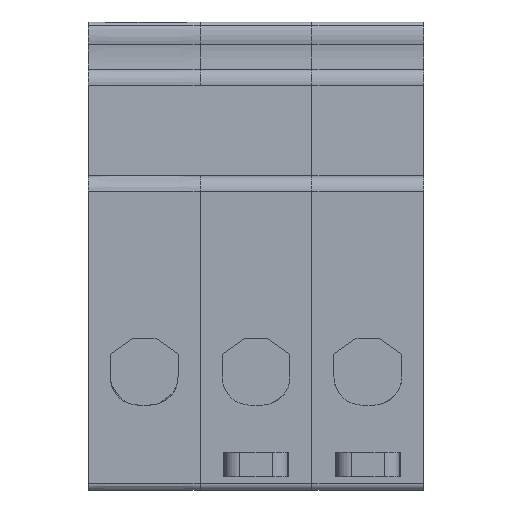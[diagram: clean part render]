
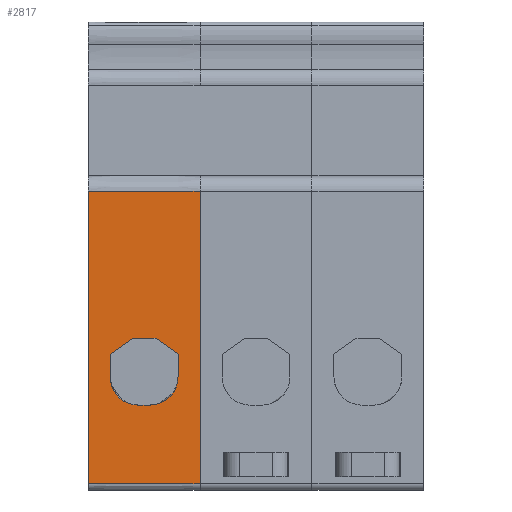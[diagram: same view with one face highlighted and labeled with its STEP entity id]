
A CAD part, front view. The second image highlights one B-rep face of the part: STEP entity #2817.
In plain terms, the highlighted planar face has unit normal (0, -1, 0).
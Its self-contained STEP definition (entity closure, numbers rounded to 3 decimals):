
#2770=AXIS2_PLACEMENT_3D('Plane Axis2P3D',#2767,#2768,#2769) ;
#2452=CARTESIAN_POINT('Vertex',(-18.7,-42.5,-50.5)) ;
#2457=CARTESIAN_POINT('Line Origine',(-18.25,-42.5,-50.5)) ;
#2461=CARTESIAN_POINT('Vertex',(-17.8,-42.5,-50.5)) ;
#2497=CARTESIAN_POINT('Vertex',(-23.2,-42.5,-46.)) ;
#2503=CARTESIAN_POINT('Control Point',(-23.2,-42.5,-46.)) ;
#2504=CARTESIAN_POINT('Control Point',(-23.2,-42.5,-47.414)) ;
#2505=CARTESIAN_POINT('Control Point',(-22.646,-42.5,-48.829)) ;
#2506=CARTESIAN_POINT('Control Point',(-21.529,-42.5,-49.946)) ;
#2507=CARTESIAN_POINT('Control Point',(-20.114,-42.5,-50.5)) ;
#2508=CARTESIAN_POINT('Control Point',(-18.7,-42.5,-50.5)) ;
#2534=CARTESIAN_POINT('Vertex',(-23.2,-42.5,-42.4)) ;
#2539=CARTESIAN_POINT('Line Origine',(-23.2,-42.5,-44.2)) ;
#2565=CARTESIAN_POINT('Vertex',(-19.7,-42.5,-39.9)) ;
#2570=CARTESIAN_POINT('Line Origine',(-21.45,-42.5,-41.15)) ;
#2596=CARTESIAN_POINT('Vertex',(-15.9,-42.5,-39.9)) ;
#2601=CARTESIAN_POINT('Line Origine',(-17.8,-42.5,-39.9)) ;
#2623=CARTESIAN_POINT('Line Origine',(-17.35,-42.5,-50.5)) ;
#2627=CARTESIAN_POINT('Vertex',(-16.9,-42.5,-50.5)) ;
#2703=CARTESIAN_POINT('Vertex',(-12.4,-42.5,-42.4)) ;
#2706=CARTESIAN_POINT('Line Origine',(-14.15,-42.5,-41.15)) ;
#2729=CARTESIAN_POINT('Control Point',(-16.9,-42.5,-50.5)) ;
#2730=CARTESIAN_POINT('Control Point',(-15.486,-42.5,-50.5)) ;
#2731=CARTESIAN_POINT('Control Point',(-14.071,-42.5,-49.946)) ;
#2732=CARTESIAN_POINT('Control Point',(-12.953,-42.5,-48.829)) ;
#2733=CARTESIAN_POINT('Control Point',(-12.4,-42.5,-47.414)) ;
#2734=CARTESIAN_POINT('Control Point',(-12.4,-42.5,-46.)) ;
#2735=CARTESIAN_POINT('Vertex',(-12.4,-42.5,-46.)) ;
#2755=CARTESIAN_POINT('Line Origine',(-12.4,-42.5,-44.2)) ;
#2767=CARTESIAN_POINT('Axis2P3D Location',(-8.9,-42.5,-16.5)) ;
#2772=CARTESIAN_POINT('Line Origine',(-17.8,-42.5,-63.)) ;
#2776=CARTESIAN_POINT('Vertex',(-8.9,-42.5,-63.)) ;
#2778=CARTESIAN_POINT('Vertex',(-26.7,-42.5,-63.)) ;
#2781=CARTESIAN_POINT('Line Origine',(-8.9,-42.5,-39.75)) ;
#2785=CARTESIAN_POINT('Vertex',(-8.9,-42.5,-16.5)) ;
#2788=CARTESIAN_POINT('Line Origine',(-17.8,-42.5,-16.5)) ;
#2792=CARTESIAN_POINT('Vertex',(-26.7,-42.5,-16.5)) ;
#2795=CARTESIAN_POINT('Line Origine',(-26.7,-42.5,-39.75)) ;
#2458=DIRECTION('Vector Direction',(1.,0.,0.)) ;
#2540=DIRECTION('Vector Direction',(0.,0.,-1.)) ;
#2571=DIRECTION('Vector Direction',(-0.814,0.,-0.581)) ;
#2602=DIRECTION('Vector Direction',(-1.,0.,0.)) ;
#2624=DIRECTION('Vector Direction',(1.,0.,0.)) ;
#2707=DIRECTION('Vector Direction',(-0.814,0.,0.581)) ;
#2756=DIRECTION('Vector Direction',(0.,0.,1.)) ;
#2768=DIRECTION('Axis2P3D Direction',(0.,1.,0.)) ;
#2769=DIRECTION('Axis2P3D XDirection',(0.,0.,-1.)) ;
#2773=DIRECTION('Vector Direction',(-1.,0.,0.)) ;
#2782=DIRECTION('Vector Direction',(0.,0.,-1.)) ;
#2789=DIRECTION('Vector Direction',(-1.,0.,0.)) ;
#2796=DIRECTION('Vector Direction',(0.,0.,-1.)) ;
#2459=VECTOR('Line Direction',#2458,1.) ;
#2541=VECTOR('Line Direction',#2540,1.) ;
#2572=VECTOR('Line Direction',#2571,1.) ;
#2603=VECTOR('Line Direction',#2602,1.) ;
#2625=VECTOR('Line Direction',#2624,1.) ;
#2708=VECTOR('Line Direction',#2707,1.) ;
#2757=VECTOR('Line Direction',#2756,1.) ;
#2774=VECTOR('Line Direction',#2773,1.) ;
#2783=VECTOR('Line Direction',#2782,1.) ;
#2790=VECTOR('Line Direction',#2789,1.) ;
#2797=VECTOR('Line Direction',#2796,1.) ;
#2801=ORIENTED_EDGE('',*,*,#2780,.F.) ;
#2802=ORIENTED_EDGE('',*,*,#2787,.F.) ;
#2803=ORIENTED_EDGE('',*,*,#2794,.T.) ;
#2804=ORIENTED_EDGE('',*,*,#2799,.F.) ;
#2807=ORIENTED_EDGE('',*,*,#2629,.F.) ;
#2808=ORIENTED_EDGE('',*,*,#2463,.F.) ;
#2809=ORIENTED_EDGE('',*,*,#2509,.F.) ;
#2810=ORIENTED_EDGE('',*,*,#2543,.F.) ;
#2811=ORIENTED_EDGE('',*,*,#2574,.F.) ;
#2812=ORIENTED_EDGE('',*,*,#2605,.F.) ;
#2813=ORIENTED_EDGE('',*,*,#2710,.F.) ;
#2814=ORIENTED_EDGE('',*,*,#2759,.F.) ;
#2815=ORIENTED_EDGE('',*,*,#2737,.F.) ;
#2816=FACE_BOUND('',#2806,.T.) ;
#2817=ADVANCED_FACE('PartBody',(#2805,#2816),#2771,.F.) ;
#2502=B_SPLINE_CURVE_WITH_KNOTS('',5,(#2503,#2504,#2505,#2506,#2507,#2508),.UNSPECIFIED.,.F.,.U.,(6,6),(19.602,26.671),.UNSPECIFIED.) ;
#2728=B_SPLINE_CURVE_WITH_KNOTS('',5,(#2729,#2730,#2731,#2732,#2733,#2734),.UNSPECIFIED.,.F.,.U.,(6,6),(28.471,35.539),.UNSPECIFIED.) ;
#2463=EDGE_CURVE('',#2453,#2462,#2460,.T.) ;
#2509=EDGE_CURVE('',#2498,#2453,#2502,.T.) ;
#2543=EDGE_CURVE('',#2535,#2498,#2542,.T.) ;
#2574=EDGE_CURVE('',#2566,#2535,#2573,.T.) ;
#2605=EDGE_CURVE('',#2597,#2566,#2604,.T.) ;
#2629=EDGE_CURVE('',#2462,#2628,#2626,.T.) ;
#2710=EDGE_CURVE('',#2704,#2597,#2709,.T.) ;
#2737=EDGE_CURVE('',#2628,#2736,#2728,.T.) ;
#2759=EDGE_CURVE('',#2736,#2704,#2758,.T.) ;
#2780=EDGE_CURVE('',#2777,#2779,#2775,.T.) ;
#2787=EDGE_CURVE('',#2786,#2777,#2784,.T.) ;
#2794=EDGE_CURVE('',#2786,#2793,#2791,.T.) ;
#2799=EDGE_CURVE('',#2779,#2793,#2798,.F.) ;
#2800=EDGE_LOOP('',(#2801,#2802,#2803,#2804)) ;
#2806=EDGE_LOOP('',(#2807,#2808,#2809,#2810,#2811,#2812,#2813,#2814,#2815)) ;
#2805=FACE_OUTER_BOUND('',#2800,.T.) ;
#2460=LINE('Line',#2457,#2459) ;
#2542=LINE('Line',#2539,#2541) ;
#2573=LINE('Line',#2570,#2572) ;
#2604=LINE('Line',#2601,#2603) ;
#2626=LINE('Line',#2623,#2625) ;
#2709=LINE('Line',#2706,#2708) ;
#2758=LINE('Line',#2755,#2757) ;
#2775=LINE('Line',#2772,#2774) ;
#2784=LINE('Line',#2781,#2783) ;
#2791=LINE('Line',#2788,#2790) ;
#2798=LINE('Line',#2795,#2797) ;
#2771=PLANE('',#2770) ;
#2453=VERTEX_POINT('',#2452) ;
#2462=VERTEX_POINT('',#2461) ;
#2498=VERTEX_POINT('',#2497) ;
#2535=VERTEX_POINT('',#2534) ;
#2566=VERTEX_POINT('',#2565) ;
#2597=VERTEX_POINT('',#2596) ;
#2628=VERTEX_POINT('',#2627) ;
#2704=VERTEX_POINT('',#2703) ;
#2736=VERTEX_POINT('',#2735) ;
#2777=VERTEX_POINT('',#2776) ;
#2779=VERTEX_POINT('',#2778) ;
#2786=VERTEX_POINT('',#2785) ;
#2793=VERTEX_POINT('',#2792) ;
